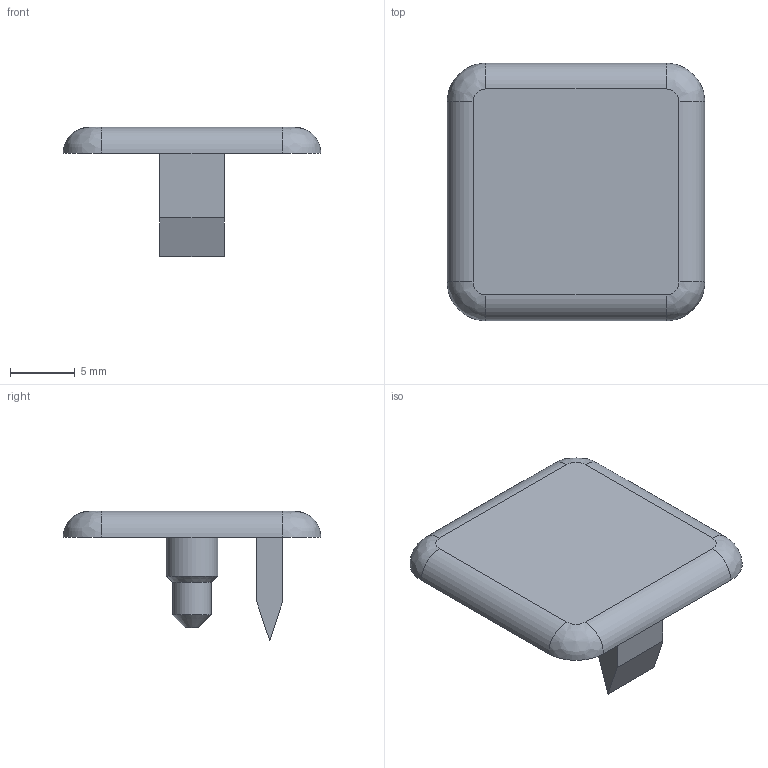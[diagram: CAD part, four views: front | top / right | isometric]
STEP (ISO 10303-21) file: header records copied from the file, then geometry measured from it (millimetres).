
FILE_DESCRIPTION(/* description */ (''),/* implementation_level */ '2;1');
FILE_NAME(/* name */ 'ATC_Item_Cover v4.step',/* time_stamp */ '2021-03-21T02:02:00+01:00',/* author */ (''),/* organization */ (''),/* preprocessor_version */ 'ST-DEVELOPER v18.1',/* originating_system */ 'Autodesk Translation Framework v9.10.0.1330',/* authorisation */ '');
FILE_SCHEMA (('AUTOMOTIVE_DESIGN { 1 0 10303 214 3 1 1 }'));
Length unit declared in the file: millimetre
Products named in the file (1): ATC_Item_Cover
Bounding box: 19.9 x 19.9 x 10 mm (x, y, z)
Volume: 843.7 mm3; surface area: 1023.5 mm2
Topology: 1 solids, 1 shells, 21 faces, 48 edges, 31 vertices
Faces by surface type: plane 9, cylinder 6, bspline 4, cone 2
Full cylindrical faces by diameter (mm): 3 x1, 4 x1
Entity records: 655 total; most frequent: CARTESIAN_POINT 133, DIRECTION 105, ORIENTED_EDGE 96, EDGE_CURVE 48, AXIS2_PLACEMENT_3D 39, VERTEX_POINT 31, LINE 27, VECTOR 27
